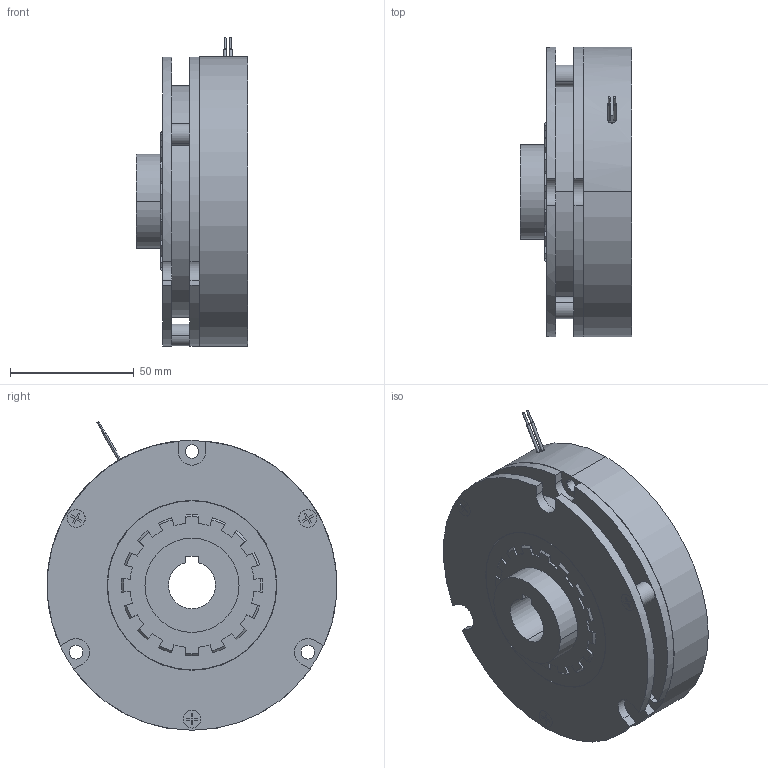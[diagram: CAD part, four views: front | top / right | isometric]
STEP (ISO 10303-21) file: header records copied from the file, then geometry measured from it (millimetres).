
FILE_DESCRIPTION(('starvars output'),'2;1');
FILE_NAME('cv20161201162237000024661.stp','16:22:38 2016/12/01',( 'Thomas Industrial Network Germany GmbH'),( 'Thomas Industrial Network Germany GmbH'),'unknown preprocess','ACIS' ,'unknown authorization');
FILE_SCHEMA(('AUTOMOTIVE_DESIGN_CC2 {UNKNOWN IMPLEMENTATION LEVEL}'));
Length unit declared in the file: millimetre
Products named in the file (1): PRODUCT_ID_1
Bounding box: 45 x 117 x 124.53 mm (x, y, z)
Volume: 313416.7 mm3; surface area: 55091.7 mm2
Topology: 1 solids, 1 shells, 209 faces, 554 edges, 365 vertices
Faces by surface type: plane 105, cylinder 80, cone 24
Entity records: 7423 total; most frequent: ORIENTED_EDGE 1108, CARTESIAN_POINT 975, DIRECTION 807, EDGE_CURVE 554, VERTEX_POINT 365, VECTOR 339, LINE 339, EDGE_LOOP 247
